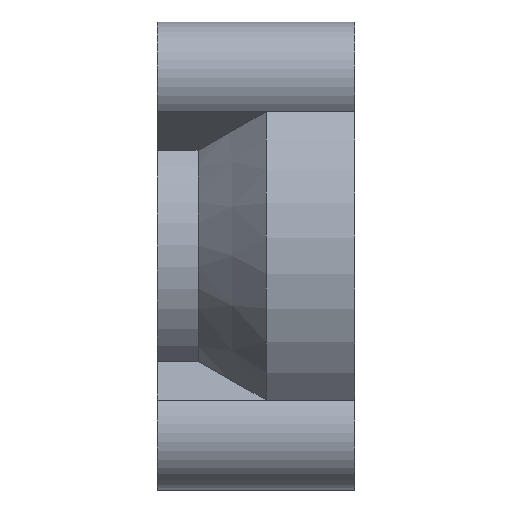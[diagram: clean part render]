
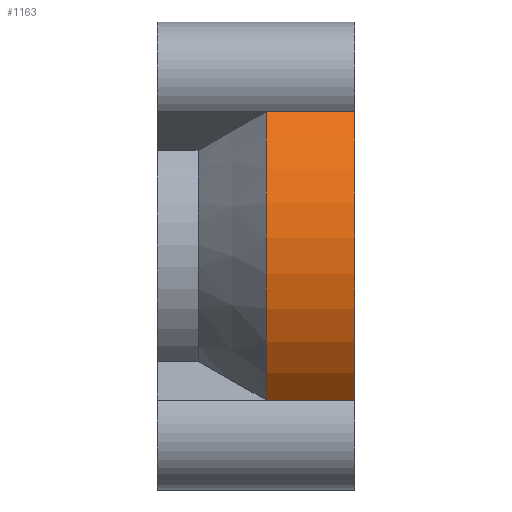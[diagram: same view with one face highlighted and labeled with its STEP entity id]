
A CAD part, top view. The second image highlights one B-rep face of the part: STEP entity #1163.
In plain terms, the highlighted cylindrical face has radius 15 mm (diameter 30 mm), a partial arc.
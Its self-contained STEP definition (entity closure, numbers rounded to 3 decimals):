
#99=FACE_OUTER_BOUND('',#167,.T.);
#167=EDGE_LOOP('',(#935,#936,#937,#938));
#208=CIRCLE('',#1260,15.);
#220=CIRCLE('',#1273,15.);
#346=LINE('',#2623,#412);
#349=LINE('',#2634,#415);
#412=VECTOR('',#1531,10.);
#415=VECTOR('',#1546,10.);
#479=VERTEX_POINT('',#2475);
#496=VERTEX_POINT('',#2520);
#519=VERTEX_POINT('',#2588);
#520=VERTEX_POINT('',#2590);
#665=EDGE_CURVE('',#519,#520,#208,.T.);
#677=EDGE_CURVE('',#496,#479,#220,.T.);
#685=EDGE_CURVE('',#496,#520,#346,.T.);
#691=EDGE_CURVE('',#519,#479,#349,.T.);
#935=ORIENTED_EDGE('',*,*,#685,.T.);
#936=ORIENTED_EDGE('',*,*,#665,.F.);
#937=ORIENTED_EDGE('',*,*,#691,.T.);
#938=ORIENTED_EDGE('',*,*,#677,.F.);
#1105=CYLINDRICAL_SURFACE('',#1290,15.);
#1163=ADVANCED_FACE('',(#99),#1105,.T.);
#1260=AXIS2_PLACEMENT_3D('',#2591,#1485,#1486);
#1273=AXIS2_PLACEMENT_3D('',#2610,#1511,#1512);
#1290=AXIS2_PLACEMENT_3D('',#2639,#1554,#1555);
#1485=DIRECTION('center_axis',(1.,0.,0.));
#1486=DIRECTION('ref_axis',(0.,0.,-1.));
#1511=DIRECTION('center_axis',(-1.,0.,0.));
#1512=DIRECTION('ref_axis',(0.,0.,-1.));
#1531=DIRECTION('',(1.,0.,0.));
#1546=DIRECTION('',(-1.,0.,0.));
#1554=DIRECTION('center_axis',(-1.,0.,0.));
#1555=DIRECTION('ref_axis',(0.,0.,
1.));
#2475=CARTESIAN_POINT('',(-32.449,10.569,10.644));
#2520=CARTESIAN_POINT('',(-32.449,-10.569,10.644));
#2588=CARTESIAN_POINT('',(-25.949,10.569,10.644));
#2590=CARTESIAN_POINT('',(-25.949,-10.569,10.644));
#2591=CARTESIAN_POINT('Origin',(-25.949,0.,
0.));
#2610=CARTESIAN_POINT('Origin',(-32.449,0.,
0.));
#2623=CARTESIAN_POINT('',(-25.949,-10.569,10.644));
#2634=CARTESIAN_POINT('',(-25.949,10.569,10.644));
#2639=CARTESIAN_POINT('Origin',(-28.449,0.,0.));
